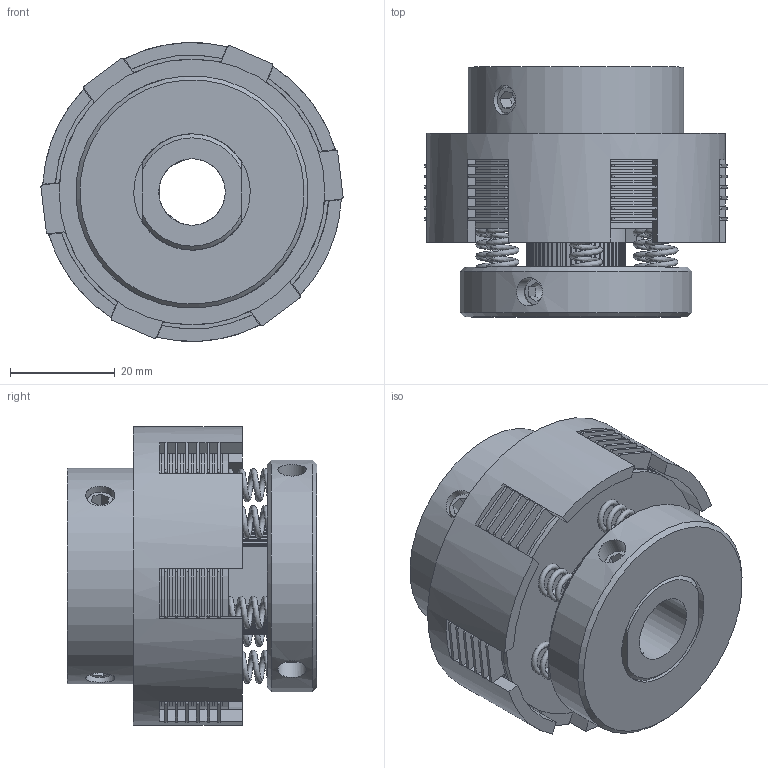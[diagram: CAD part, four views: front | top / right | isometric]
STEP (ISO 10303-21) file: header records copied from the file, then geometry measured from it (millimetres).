
FILE_DESCRIPTION((''),'2;1');
FILE_NAME('EFS44.stp','2011-07-26T11:41:50',('todlob'),(''),'Autodesk Inventor 2011','Autodesk Inventor 2011','');
FILE_SCHEMA(('AUTOMOTIVE_DESIGN { 1 0 10303 214 1 1 1 1 }'));
Length unit declared in the file: inch
Products named in the file (11): EFS44; S3212-8; S4419; E4413; S4415; S4421; S4438; E4409; S4417-9F; S4414F; Hexagon Socket Set Screw - Flat Point - Inch 1/4-28 UNF x 0.5
Assembly tree (39 placements, depth 2):
  EFS44
    S3212-8
    S4419
    E4413  x6
    S4415  x6
    S4421  x12
    S4438
    E4409
    S4417-9F
    S4414F  x6
    Hexagon Socket Set Screw - Flat Point - Inch 1/4-28 UNF x 0.5  x4
Bounding box: 57.77 x 47.78 x 57.09 mm (x, y, z)
Volume: 66589.2 mm3; surface area: 116195.8 mm2
Topology: 39 solids, 39 shells, 984 faces, 2501 edges, 1660 vertices
Faces by surface type: plane 574, cylinder 277, bspline 106, cone 25, torus 2
Full cylindrical faces by diameter (mm): 5.41 x2, 5.613 x2, 6.35 x4, 6.528 x9, 12.7 x2, 19.05 x1, 19.075 x1, 22.276 x1, 22.352 x12, 24.206 x6, 41.275 x1, 44.45 x2, 50.8 x19, 52.375 x1, 57.15 x1
Entity records: 43574 total; most frequent: CARTESIAN_POINT 29341, ORIENTED_EDGE 2928, DIRECTION 2558, EDGE_CURVE 1464, VERTEX_POINT 997, VECTOR 874, LINE 874, AXIS2_PLACEMENT_3D 842
